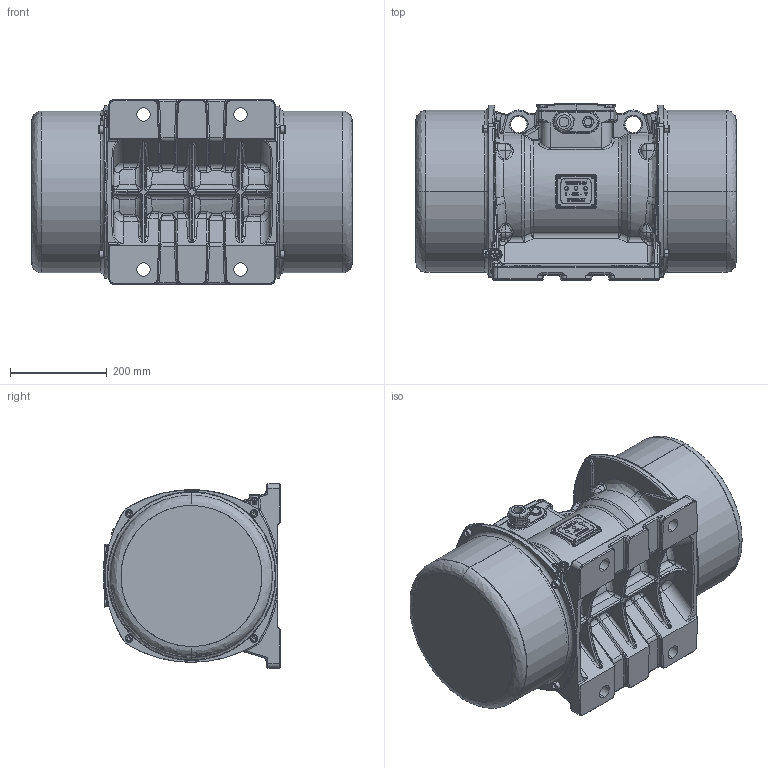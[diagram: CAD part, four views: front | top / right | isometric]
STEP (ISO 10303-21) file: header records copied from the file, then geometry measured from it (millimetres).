
FILE_DESCRIPTION (( 'STEP AP214' ), '1' );
FILE_NAME ('NEG 506220-50-60 Hz.STEP', '2021-02-19T12:34:22', ( '' ), ( '' ), 'SwSTEP 2.0', 'SolidWorks 2015', '' );
FILE_SCHEMA (( 'AUTOMOTIVE_DESIGN' ));
Length unit declared in the file: millimetre
Products named in the file (1): NEG 506220-50-60 Hz
Bounding box: 662 x 363.75 x 380 mm (x, y, z)
Volume: 8817920 mm3; surface area: 2349418 mm2
Topology: 37 solids, 37 shells, 3618 faces, 8730 edges, 5089 vertices
Faces by surface type: bspline 1646, cylinder 893, plane 836, cone 243
Entity records: 189477 total; most frequent: CARTESIAN_POINT 115070, ORIENTED_EDGE 17034, DIRECTION 12135, EDGE_CURVE 8517, VERTEX_POINT 5089, AXIS2_PLACEMENT_3D 4600, EDGE_LOOP 3844, FACE_OUTER_BOUND 3618
